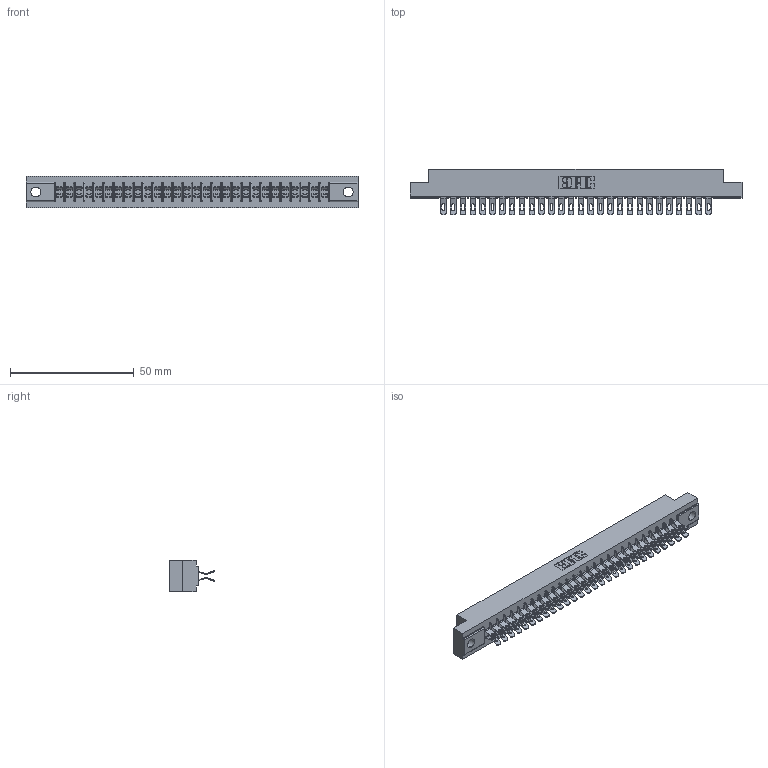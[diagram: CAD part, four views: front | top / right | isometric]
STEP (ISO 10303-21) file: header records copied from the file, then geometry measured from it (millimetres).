
FILE_DESCRIPTION (( 'STEP AP203' ), '1' );
FILE_NAME ('305-056-555-504.STEP', '2019-09-09T23:55:42', ( '' ), ( '' ), 'SwSTEP 2.0', 'SolidWorks 2016', '' );
FILE_SCHEMA (( 'CONFIG_CONTROL_DESIGN' ));
Length unit declared in the file: inch
Products named in the file (3): 305 Part_.156 Dia; 305-056-555-504; 305-290-001_555
Assembly tree (57 placements, depth 2):
  305-056-555-504
    305 Part_.156 Dia
    305-290-001_555  x56
Bounding box: 133.96 x 18.41 x 12.7 mm (x, y, z)
Volume: 13562.2 mm3; surface area: 18449.8 mm2
Topology: 57 solids, 57 shells, 3826 faces, 11412 edges, 7456 vertices
Faces by surface type: plane 1874, cylinder 1840, sphere 112
Entity records: 33063 total; most frequent: CARTESIAN_POINT 5494, ORIENTED_EDGE 5440, DIRECTION 5312, EDGE_CURVE 2720, VECTOR 2172, LINE 2172, VERTEX_POINT 1736, AXIS2_PLACEMENT_3D 1570
